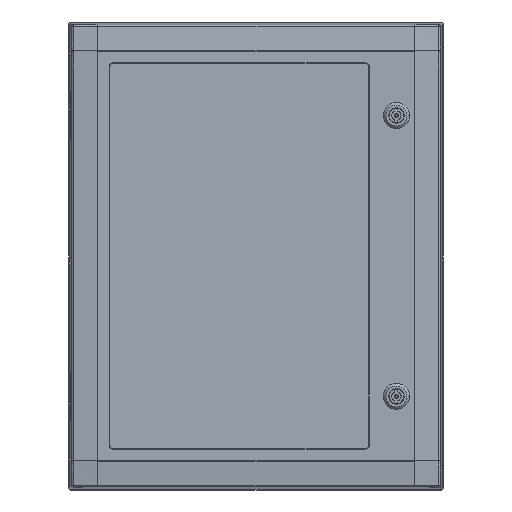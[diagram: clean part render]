
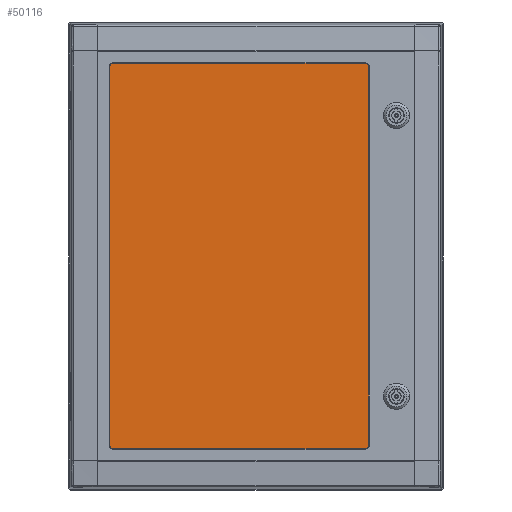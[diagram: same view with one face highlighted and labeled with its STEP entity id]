
A CAD part, top view. The second image highlights one B-rep face of the part: STEP entity #50116.
In plain terms, the highlighted planar face has unit normal (0, 0, 1).
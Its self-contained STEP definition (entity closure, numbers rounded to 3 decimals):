
#386 = AXIS2_PLACEMENT_3D ( 'NONE', #49291, #42965, #71919 ) ;
#3339 = VERTEX_POINT ( 'NONE', #58639 ) ;
#3897 = CARTESIAN_POINT ( 'NONE',  ( -138.5, 202., 4. ) ) ;
#6475 = AXIS2_PLACEMENT_3D ( 'NONE', #66769, #31859, #52535 ) ;
#6618 = ORIENTED_EDGE ( 'NONE', *, *, #53782, .T. ) ;
#9891 = ORIENTED_EDGE ( 'NONE', *, *, #45481, .T. ) ;
#11252 = ORIENTED_EDGE ( 'NONE', *, *, #35651, .T. ) ;
#11877 = CIRCLE ( 'NONE', #36855, 4. ) ;
#13974 = VERTEX_POINT ( 'NONE', #55602 ) ;
#16414 = LINE ( 'NONE', #55867, #71511 ) ;
#16723 = DIRECTION ( 'NONE',  ( 1., 0., 0. ) ) ;
#16783 = CARTESIAN_POINT ( 'NONE',  ( 138.5, 202., 4. ) ) ;
#16938 = ORIENTED_EDGE ( 'NONE', *, *, #57826, .T. ) ;
#21663 = AXIS2_PLACEMENT_3D ( 'NONE', #42725, #43091, #37124 ) ;
#23952 = EDGE_CURVE ( 'NONE', #71552, #50839, #16414, .T. ) ;
#25168 = VERTEX_POINT ( 'NONE', #16783 ) ;
#25335 = ORIENTED_EDGE ( 'NONE', *, *, #41911, .T. ) ;
#26825 = VECTOR ( 'NONE', #59783, 1000. ) ;
#27204 = CARTESIAN_POINT ( 'NONE',  ( -134.5, -202., 4. ) ) ;
#28776 = LINE ( 'NONE', #45497, #46970 ) ;
#29809 = DIRECTION ( 'NONE',  ( 1., 0., 0. ) ) ;
#31415 = DIRECTION ( 'NONE',  ( 1., 0., 0. ) ) ;
#31859 = DIRECTION ( 'NONE',  ( 0., 0., 1. ) ) ;
#31866 = CARTESIAN_POINT ( 'NONE',  ( 134.5, 206., 4. ) ) ;
#34382 = CARTESIAN_POINT ( 'NONE',  ( -134.5, -206., 4. ) ) ;
#34399 = EDGE_CURVE ( 'NONE', #50839, #45883, #59874, .T. ) ;
#35651 = EDGE_CURVE ( 'NONE', #45883, #13974, #28776, .T. ) ;
#35829 = CIRCLE ( 'NONE', #21663, 4. ) ;
#35959 = LINE ( 'NONE', #48276, #26825 ) ;
#36855 = AXIS2_PLACEMENT_3D ( 'NONE', #27204, #39057, #16723 ) ;
#37124 = DIRECTION ( 'NONE',  ( 1., 0., 0. ) ) ;
#39057 = DIRECTION ( 'NONE',  ( 0., 0., 1. ) ) ;
#39102 = DIRECTION ( 'NONE',  ( -1., 0., 0. ) ) ;
#40646 = DIRECTION ( 'NONE',  ( 0., -1., 0. ) ) ;
#41707 = FACE_OUTER_BOUND ( 'NONE', #68262, .T. ) ;
#41911 = EDGE_CURVE ( 'NONE', #13974, #59063, #11877, .T. ) ;
#42725 = CARTESIAN_POINT ( 'NONE',  ( 134.5, -202., 4. ) ) ;
#42965 = DIRECTION ( 'NONE',  ( 0., 0., 1. ) ) ;
#43091 = DIRECTION ( 'NONE',  ( 0., 0., 1. ) ) ;
#45481 = EDGE_CURVE ( 'NONE', #52589, #3339, #35829, .T. ) ;
#45497 = CARTESIAN_POINT ( 'NONE',  ( -138.5, 206., 4. ) ) ;
#45808 = PLANE ( 'NONE',  #45887 ) ;
#45883 = VERTEX_POINT ( 'NONE', #3897 ) ;
#45887 = AXIS2_PLACEMENT_3D ( 'NONE', #63632, #68822, #29809 ) ;
#46970 = VECTOR ( 'NONE', #40646, 1000. ) ;
#48276 = CARTESIAN_POINT ( 'NONE',  ( 138.5, 206., 4. ) ) ;
#49291 = CARTESIAN_POINT ( 'NONE',  ( -134.5, 202., 4. ) ) ;
#50116 = ADVANCED_FACE ( 'NONE', ( #41707 ), #45808, .T. ) ;
#50839 = VERTEX_POINT ( 'NONE', #65620 ) ;
#51096 = ORIENTED_EDGE ( 'NONE', *, *, #23952, .T. ) ;
#52535 = DIRECTION ( 'NONE',  ( 1., 0., 0. ) ) ;
#52589 = VERTEX_POINT ( 'NONE', #66991 ) ;
#53782 = EDGE_CURVE ( 'NONE', #59063, #52589, #59693, .T. ) ;
#54402 = ORIENTED_EDGE ( 'NONE', *, *, #34399, .T. ) ;
#55225 = CIRCLE ( 'NONE', #6475, 4. ) ;
#55602 = CARTESIAN_POINT ( 'NONE',  ( -138.5, -202., 4. ) ) ;
#55867 = CARTESIAN_POINT ( 'NONE',  ( -138.5, 206., 4. ) ) ;
#56891 = EDGE_CURVE ( 'NONE', #25168, #71552, #55225, .T. ) ;
#57826 = EDGE_CURVE ( 'NONE', #3339, #25168, #35959, .T. ) ;
#58639 = CARTESIAN_POINT ( 'NONE',  ( 138.5, -202., 4. ) ) ;
#59063 = VERTEX_POINT ( 'NONE', #34382 ) ;
#59693 = LINE ( 'NONE', #72633, #62859 ) ;
#59783 = DIRECTION ( 'NONE',  ( 0., 1., 0. ) ) ;
#59874 = CIRCLE ( 'NONE', #386, 4. ) ;
#62389 = ORIENTED_EDGE ( 'NONE', *, *, #56891, .T. ) ;
#62859 = VECTOR ( 'NONE', #31415, 1000. ) ;
#63632 = CARTESIAN_POINT ( 'NONE',  ( 0., 0., 4. ) ) ;
#65620 = CARTESIAN_POINT ( 'NONE',  ( -134.5, 206., 4. ) ) ;
#66769 = CARTESIAN_POINT ( 'NONE',  ( 134.5, 202., 4. ) ) ;
#66991 = CARTESIAN_POINT ( 'NONE',  ( 134.5, -206., 4. ) ) ;
#68262 = EDGE_LOOP ( 'NONE', ( #6618, #9891, #16938, #62389, #51096, #54402, #11252, #25335 ) ) ;
#68822 = DIRECTION ( 'NONE',  ( 0., 0., 1. ) ) ;
#71511 = VECTOR ( 'NONE', #39102, 1000. ) ;
#71552 = VERTEX_POINT ( 'NONE', #31866 ) ;
#71919 = DIRECTION ( 'NONE',  ( 1., 0., 0. ) ) ;
#72633 = CARTESIAN_POINT ( 'NONE',  ( -138.5, -206., 4. ) ) ;
